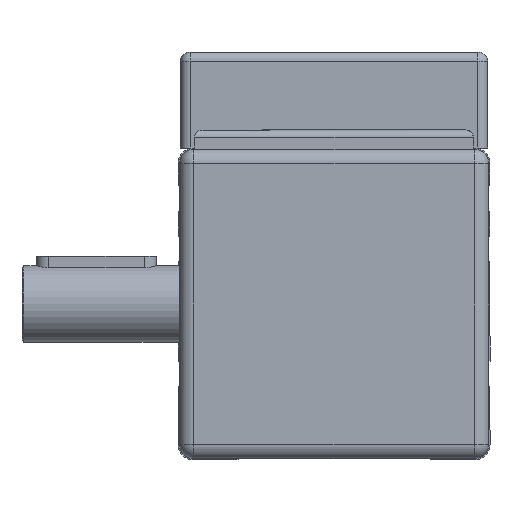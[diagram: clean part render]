
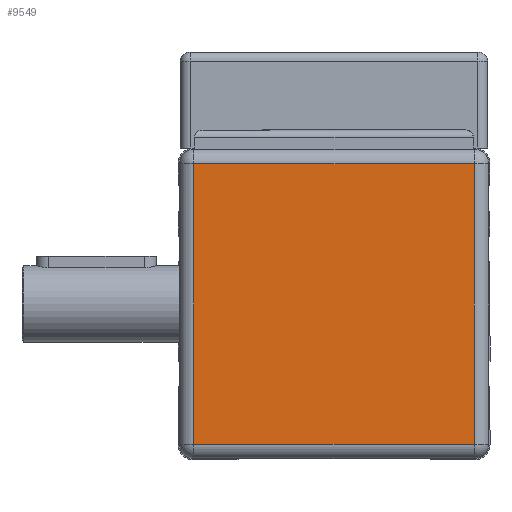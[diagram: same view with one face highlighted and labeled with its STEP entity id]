
A CAD part, front view. The second image highlights one B-rep face of the part: STEP entity #9549.
In plain terms, the highlighted face is planar.
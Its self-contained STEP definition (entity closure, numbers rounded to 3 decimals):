
#9396=CARTESIAN_POINT('',(-25.365,48.318,-85.));
#9397=VERTEX_POINT('',#9396);
#9405=CARTESIAN_POINT('',(-25.365,-10.182,-85.));
#9406=VERTEX_POINT('',#9405);
#9407=CARTESIAN_POINT('',(-25.365,48.318,-85.));
#9408=DIRECTION('',(0.0,-1.0,0.0));
#9409=VECTOR('',#9408,58.5);
#9410=LINE('',#9407,#9409);
#9411=EDGE_CURVE('',#9397,#9406,#9410,.T.);
#9506=CARTESIAN_POINT('',(33.135,-10.182,-85.));
#9507=VERTEX_POINT('',#9506);
#9508=CARTESIAN_POINT('',(33.135,-10.182,-85.));
#9509=DIRECTION('',(-1.0,0.0,0.0));
#9510=VECTOR('',#9509,58.5);
#9511=LINE('',#9508,#9510);
#9512=EDGE_CURVE('',#9507,#9406,#9511,.T.);
#9526=CARTESIAN_POINT('',(3.885,19.068,-85.));
#9527=DIRECTION('',(0.0,0.0,-1.0));
#9528=DIRECTION('',(-1.0,0.0,0.0));
#9529=AXIS2_PLACEMENT_3D('',#9526,#9527,#9528);
#9530=PLANE('',#9529);
#9531=CARTESIAN_POINT('',(33.135,48.318,-85.));
#9532=VERTEX_POINT('',#9531);
#9533=CARTESIAN_POINT('',(33.135,48.318,-85.));
#9534=DIRECTION('',(-1.0,0.0,0.0));
#9535=VECTOR('',#9534,58.5);
#9536=LINE('',#9533,#9535);
#9537=EDGE_CURVE('',#9532,#9397,#9536,.T.);
#9538=ORIENTED_EDGE('',*,*,#9537,.F.);
#9539=CARTESIAN_POINT('',(33.135,-10.182,-85.));
#9540=DIRECTION('',(0.0,1.0,0.0));
#9541=VECTOR('',#9540,58.5);
#9542=LINE('',#9539,#9541);
#9543=EDGE_CURVE('',#9507,#9532,#9542,.T.);
#9544=ORIENTED_EDGE('',*,*,#9543,.F.);
#9545=ORIENTED_EDGE('',*,*,#9512,.T.);
#9546=ORIENTED_EDGE('',*,*,#9411,.F.);
#9547=EDGE_LOOP('',(#9538,#9544,#9545,#9546));
#9548=FACE_OUTER_BOUND('',#9547,.T.);
#9549=ADVANCED_FACE('',(#9548),#9530,.T.);
